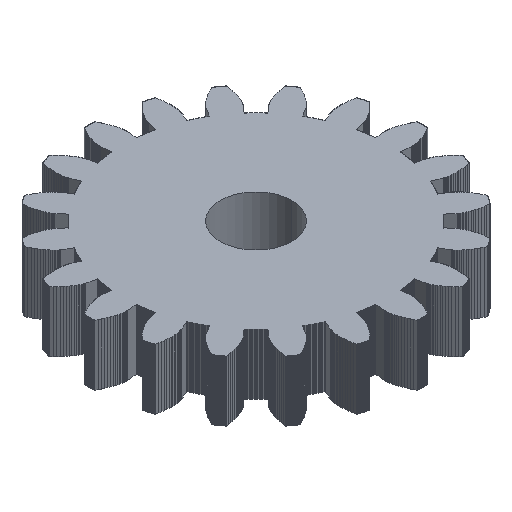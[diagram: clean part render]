
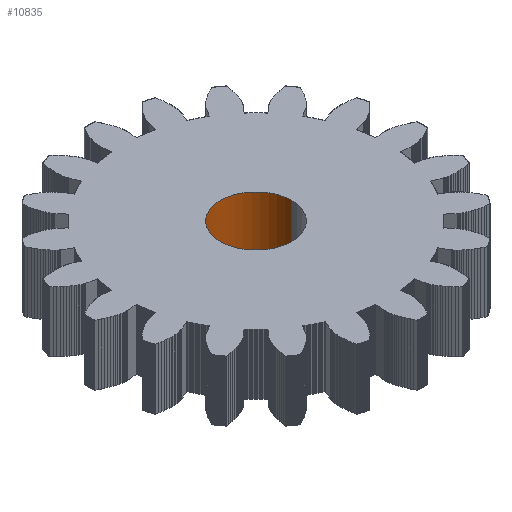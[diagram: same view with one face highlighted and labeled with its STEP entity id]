
A CAD part, isometric view. The second image highlights one B-rep face of the part: STEP entity #10835.
In plain terms, the highlighted cylindrical face has radius 2.35 mm (diameter 4.7 mm), a partial arc.
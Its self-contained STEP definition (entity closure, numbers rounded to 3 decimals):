
#119 = CARTESIAN_POINT ( 'NONE',  ( 0., 0., 0. ) ) ;
#4394 = DIRECTION ( 'NONE',  ( 0., 0., -1. ) ) ;
#4978 = CIRCLE ( 'NONE', #15813, 2.35 ) ;
#6138 = VECTOR ( 'NONE', #47882, 1000. ) ;
#6273 = CYLINDRICAL_SURFACE ( 'NONE', #35199, 2.35 ) ;
#10835 = ADVANCED_FACE ( 'NONE', ( #45897 ), #6273, .F. ) ;
#12648 = VERTEX_POINT ( 'NONE', #46619 ) ;
#13318 = DIRECTION ( 'NONE',  ( 0., 0., -1. ) ) ;
#14489 = CARTESIAN_POINT ( 'NONE',  ( 0., 0., 4. ) ) ;
#15502 = ORIENTED_EDGE ( 'NONE', *, *, #41608, .T. ) ;
#15813 = AXIS2_PLACEMENT_3D ( 'NONE', #14489, #18396, #49940 ) ;
#17262 = EDGE_CURVE ( 'NONE', #19504, #12648, #50302, .T. ) ;
#18396 = DIRECTION ( 'NONE',  ( 0., 0., -1. ) ) ;
#19175 = CARTESIAN_POINT ( 'NONE',  ( -2.35, 0., 0. ) ) ;
#19228 = ORIENTED_EDGE ( 'NONE', *, *, #17262, .T. ) ;
#19504 = VERTEX_POINT ( 'NONE', #19175 ) ;
#23016 = ORIENTED_EDGE ( 'NONE', *, *, #35838, .F. ) ;
#23443 = LINE ( 'NONE', #28126, #28050 ) ;
#25314 = CARTESIAN_POINT ( 'NONE',  ( 0., 0., 4. ) ) ;
#25639 = CARTESIAN_POINT ( 'NONE',  ( 2.35, 0., 4. ) ) ;
#28050 = VECTOR ( 'NONE', #4394, 1000. ) ;
#28073 = VERTEX_POINT ( 'NONE', #32681 ) ;
#28126 = CARTESIAN_POINT ( 'NONE',  ( -2.35, 0., 4. ) ) ;
#29997 = DIRECTION ( 'NONE',  ( -1., 0., 0. ) ) ;
#31662 = DIRECTION ( 'NONE',  ( 0., 0., -1. ) ) ;
#31978 = LINE ( 'NONE', #35379, #6138 ) ;
#32681 = CARTESIAN_POINT ( 'NONE',  ( -2.35, 0., 4. ) ) ;
#35199 = AXIS2_PLACEMENT_3D ( 'NONE', #25314, #13318, #29997 ) ;
#35379 = CARTESIAN_POINT ( 'NONE',  ( 2.35, 0., 4. ) ) ;
#35578 = DIRECTION ( 'NONE',  ( -1., 0., 0. ) ) ;
#35838 = EDGE_CURVE ( 'NONE', #37634, #12648, #31978, .T. ) ;
#35976 = ORIENTED_EDGE ( 'NONE', *, *, #43099, .F. ) ;
#37634 = VERTEX_POINT ( 'NONE', #25639 ) ;
#40702 = EDGE_LOOP ( 'NONE', ( #23016, #35976, #15502, #19228 ) ) ;
#41608 = EDGE_CURVE ( 'NONE', #28073, #19504, #23443, .T. ) ;
#43099 = EDGE_CURVE ( 'NONE', #28073, #37634, #4978, .T. ) ;
#45897 = FACE_OUTER_BOUND ( 'NONE', #40702, .T. ) ;
#46619 = CARTESIAN_POINT ( 'NONE',  ( 2.35, 0., 0. ) ) ;
#46986 = AXIS2_PLACEMENT_3D ( 'NONE', #119, #31662, #35578 ) ;
#47882 = DIRECTION ( 'NONE',  ( 0., 0., -1. ) ) ;
#49940 = DIRECTION ( 'NONE',  ( -1., 0., 0. ) ) ;
#50302 = CIRCLE ( 'NONE', #46986, 2.35 ) ;
